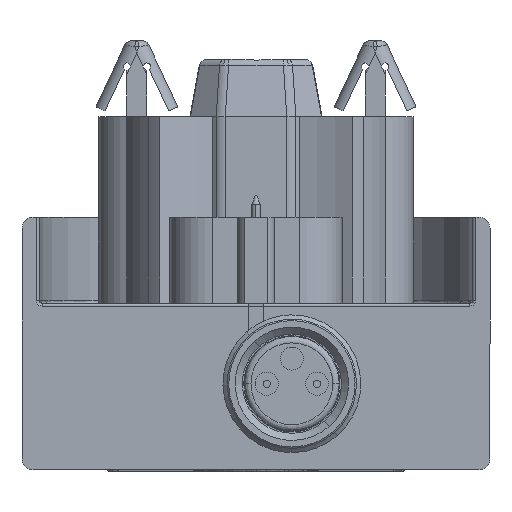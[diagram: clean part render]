
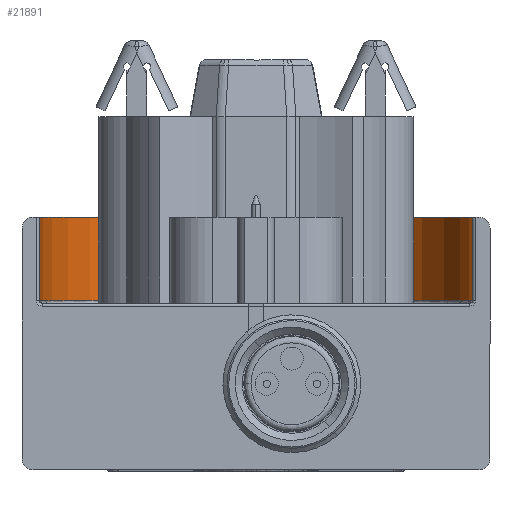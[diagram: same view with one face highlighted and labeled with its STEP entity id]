
A CAD part, front view. The second image highlights one B-rep face of the part: STEP entity #21891.
In plain terms, the highlighted cylindrical face has radius 15.1 mm (diameter 30.2 mm), a partial arc.
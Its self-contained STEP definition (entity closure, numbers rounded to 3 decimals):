
#2776 = CARTESIAN_POINT ( 'NONE',  ( -15.1, 55.1, 11.8 ) ) ;
#4385 = DIRECTION ( 'NONE',  ( 0., 0., -1. ) ) ;
#5744 = EDGE_CURVE ( 'NONE', #13695, #27477, #21053, .T. ) ;
#6077 = EDGE_CURVE ( 'NONE', #27477, #20635, #15197, .T. ) ;
#9196 = CARTESIAN_POINT ( 'NONE',  ( -15.1, 55.1, 14.7 ) ) ;
#10119 = EDGE_CURVE ( 'NONE', #13695, #12720, #35938, .T. ) ;
#10708 = DIRECTION ( 'NONE',  ( 0., 0., -1. ) ) ;
#10797 = CARTESIAN_POINT ( 'NONE',  ( 0., 55.1, 17.6 ) ) ;
#11062 = DIRECTION ( 'NONE',  ( 0., 0., -1. ) ) ;
#11923 = EDGE_LOOP ( 'NONE', ( #36884, #24436, #34649, #34951 ) ) ;
#12720 = VERTEX_POINT ( 'NONE', #25344 ) ;
#13695 = VERTEX_POINT ( 'NONE', #14620 ) ;
#14620 = CARTESIAN_POINT ( 'NONE',  ( -15.1, 55.1, 17.6 ) ) ;
#14757 = AXIS2_PLACEMENT_3D ( 'NONE', #38839, #10708, #38047 ) ;
#15011 = VECTOR ( 'NONE', #28518, 1000. ) ;
#15197 = CIRCLE ( 'NONE', #29296, 15.1 ) ;
#16901 = CARTESIAN_POINT ( 'NONE',  ( 0., 55.1, 11.8 ) ) ;
#19027 = VECTOR ( 'NONE', #21452, 1000. ) ;
#20635 = VERTEX_POINT ( 'NONE', #38026 ) ;
#21053 = LINE ( 'NONE', #9196, #19027 ) ;
#21452 = DIRECTION ( 'NONE',  ( 0., 0., -1. ) ) ;
#21891 = ADVANCED_FACE ( 'NONE', ( #26275 ), #38533, .F. ) ;
#22489 = AXIS2_PLACEMENT_3D ( 'NONE', #10797, #4385, #34924 ) ;
#24436 = ORIENTED_EDGE ( 'NONE', *, *, #10119, .F. ) ;
#25310 = LINE ( 'NONE', #31522, #15011 ) ;
#25344 = CARTESIAN_POINT ( 'NONE',  ( 15.1, 55.1, 17.6 ) ) ;
#26275 = FACE_OUTER_BOUND ( 'NONE', #11923, .T. ) ;
#27477 = VERTEX_POINT ( 'NONE', #2776 ) ;
#27643 = EDGE_CURVE ( 'NONE', #20635, #12720, #25310, .T. ) ;
#28518 = DIRECTION ( 'NONE',  ( 0., 0., 1. ) ) ;
#29296 = AXIS2_PLACEMENT_3D ( 'NONE', #16901, #11062, #29745 ) ;
#29745 = DIRECTION ( 'NONE',  ( -1., 0., 0. ) ) ;
#31522 = CARTESIAN_POINT ( 'NONE',  ( 15.1, 55.1, 14.7 ) ) ;
#34649 = ORIENTED_EDGE ( 'NONE', *, *, #5744, .T. ) ;
#34924 = DIRECTION ( 'NONE',  ( -1., 0., 0. ) ) ;
#34951 = ORIENTED_EDGE ( 'NONE', *, *, #6077, .T. ) ;
#35938 = CIRCLE ( 'NONE', #14757, 15.1 ) ;
#36884 = ORIENTED_EDGE ( 'NONE', *, *, #27643, .T. ) ;
#38026 = CARTESIAN_POINT ( 'NONE',  ( 15.1, 55.1, 11.8 ) ) ;
#38047 = DIRECTION ( 'NONE',  ( -1., 0., 0. ) ) ;
#38533 = CYLINDRICAL_SURFACE ( 'NONE', #22489, 15.1 ) ;
#38839 = CARTESIAN_POINT ( 'NONE',  ( 0., 55.1, 17.6 ) ) ;
